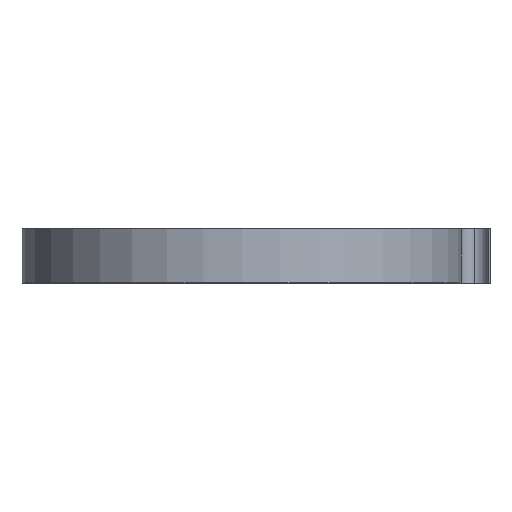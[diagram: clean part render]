
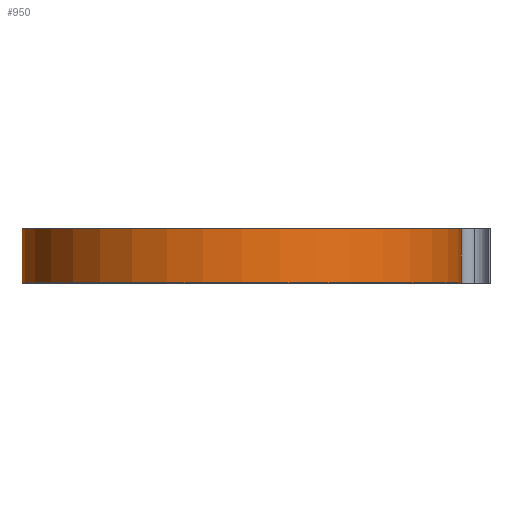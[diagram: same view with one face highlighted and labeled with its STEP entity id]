
A CAD part, top view. The second image highlights one B-rep face of the part: STEP entity #950.
In plain terms, the highlighted cylindrical face has radius 32.5 mm (diameter 65 mm), a partial arc.
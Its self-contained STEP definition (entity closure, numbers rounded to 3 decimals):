
#138 = CARTESIAN_POINT ( 'NONE',  ( 32.5, 8., 0. ) ) ;
#925 = VECTOR ( 'NONE', #5559, 1000. ) ;
#950 = ADVANCED_FACE ( 'NONE', ( #5619 ), #4108, .T. ) ;
#994 = CIRCLE ( 'NONE', #3051, 32.5 ) ;
#1091 = EDGE_CURVE ( 'NONE', #1917, #6311, #1284, .T. ) ;
#1284 = LINE ( 'NONE', #138, #3222 ) ;
#1494 = CARTESIAN_POINT ( 'NONE',  ( 0., 8., 0. ) ) ;
#1891 = CARTESIAN_POINT ( 'NONE',  ( 0., 8., 0. ) ) ;
#1917 = VERTEX_POINT ( 'NONE', #2937 ) ;
#2042 = DIRECTION ( 'NONE',  ( 0., -1., 0. ) ) ;
#2452 = DIRECTION ( 'NONE',  ( 0., 1., 0. ) ) ;
#2644 = DIRECTION ( 'NONE',  ( 0., 0., -1. ) ) ;
#2937 = CARTESIAN_POINT ( 'NONE',  ( 32.5, 8., 0. ) ) ;
#3051 = AXIS2_PLACEMENT_3D ( 'NONE', #1891, #3963, #6016 ) ;
#3222 = VECTOR ( 'NONE', #3721, 1000. ) ;
#3619 = ORIENTED_EDGE ( 'NONE', *, *, #6607, .F. ) ;
#3654 = CARTESIAN_POINT ( 'NONE',  ( 32.5, 0., 0. ) ) ;
#3721 = DIRECTION ( 'NONE',  ( 0., -1., 0. ) ) ;
#3877 = AXIS2_PLACEMENT_3D ( 'NONE', #1494, #2042, #2644 ) ;
#3963 = DIRECTION ( 'NONE',  ( 0., 1., 0. ) ) ;
#4108 = CYLINDRICAL_SURFACE ( 'NONE', #3877, 32.5 ) ;
#4158 = EDGE_CURVE ( 'NONE', #4359, #5315, #4581, .T. ) ;
#4215 = ORIENTED_EDGE ( 'NONE', *, *, #4158, .T. ) ;
#4326 = ORIENTED_EDGE ( 'NONE', *, *, #6171, .T. ) ;
#4359 = VERTEX_POINT ( 'NONE', #4408 ) ;
#4408 = CARTESIAN_POINT ( 'NONE',  ( -32.5, 8., 0. ) ) ;
#4581 = LINE ( 'NONE', #5526, #925 ) ;
#4819 = ORIENTED_EDGE ( 'NONE', *, *, #1091, .F. ) ;
#5006 = CARTESIAN_POINT ( 'NONE',  ( 0., 0., 0. ) ) ;
#5315 = VERTEX_POINT ( 'NONE', #6070 ) ;
#5526 = CARTESIAN_POINT ( 'NONE',  ( -32.5, 8., 0. ) ) ;
#5559 = DIRECTION ( 'NONE',  ( 0., -1., 0. ) ) ;
#5619 = FACE_OUTER_BOUND ( 'NONE', #5938, .T. ) ;
#5938 = EDGE_LOOP ( 'NONE', ( #4326, #4819, #3619, #4215 ) ) ;
#5983 = AXIS2_PLACEMENT_3D ( 'NONE', #5006, #2452, #6056 ) ;
#6016 = DIRECTION ( 'NONE',  ( 1., 0., 0. ) ) ;
#6056 = DIRECTION ( 'NONE',  ( 1., 0., 0. ) ) ;
#6070 = CARTESIAN_POINT ( 'NONE',  ( -32.5, 0., 0. ) ) ;
#6171 = EDGE_CURVE ( 'NONE', #5315, #6311, #6420, .T. ) ;
#6311 = VERTEX_POINT ( 'NONE', #3654 ) ;
#6420 = CIRCLE ( 'NONE', #5983, 32.5 ) ;
#6607 = EDGE_CURVE ( 'NONE', #4359, #1917, #994, .T. ) ;
